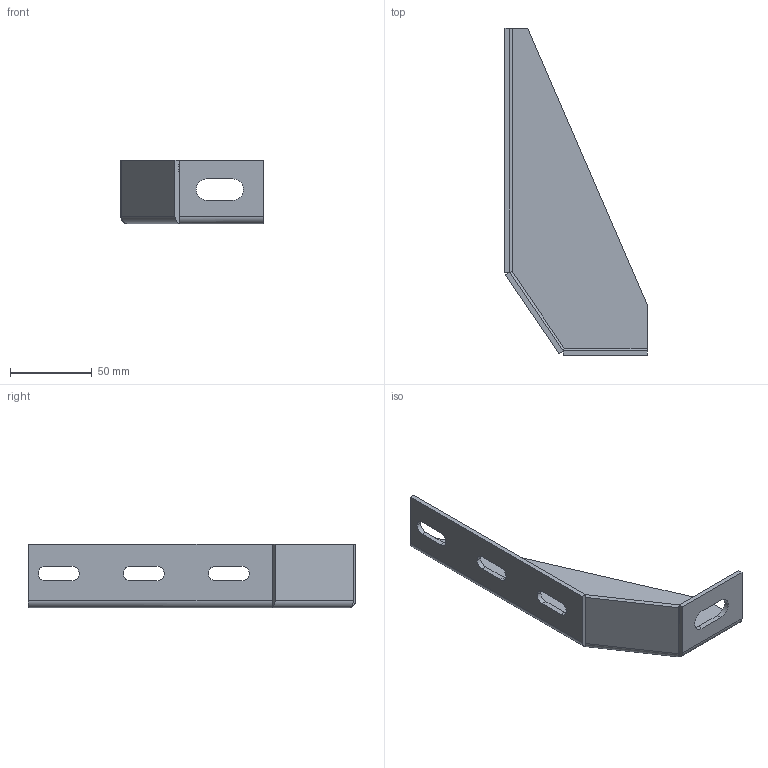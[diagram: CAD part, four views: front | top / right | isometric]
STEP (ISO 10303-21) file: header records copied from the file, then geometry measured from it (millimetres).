
FILE_DESCRIPTION(('STEP AP214'),'1');
FILE_NAME('fath_093b2001s.stp','2017-09-13T14:09:03',('TraceParts'),('TraceParts S.A.'),'Spatial InterOp 3D',' ',' ');
FILE_SCHEMA(('automotive_design'));
Length unit declared in the file: millimetre
Products named in the file (1): fath_093b2001s
Bounding box: 87 x 200 x 39 mm (x, y, z)
Volume: 55139.8 mm3; surface area: 39648.1 mm2
Topology: 1 solids, 1 shells, 128 faces, 326 edges, 216 vertices
Faces by surface type: plane 74, cylinder 54
Entity records: 3901 total; most frequent: CARTESIAN_POINT 731, DIRECTION 656, ORIENTED_EDGE 652, EDGE_CURVE 326, AXIS2_PLACEMENT_3D 221, VERTEX_POINT 216, LINE 214, VECTOR 214
